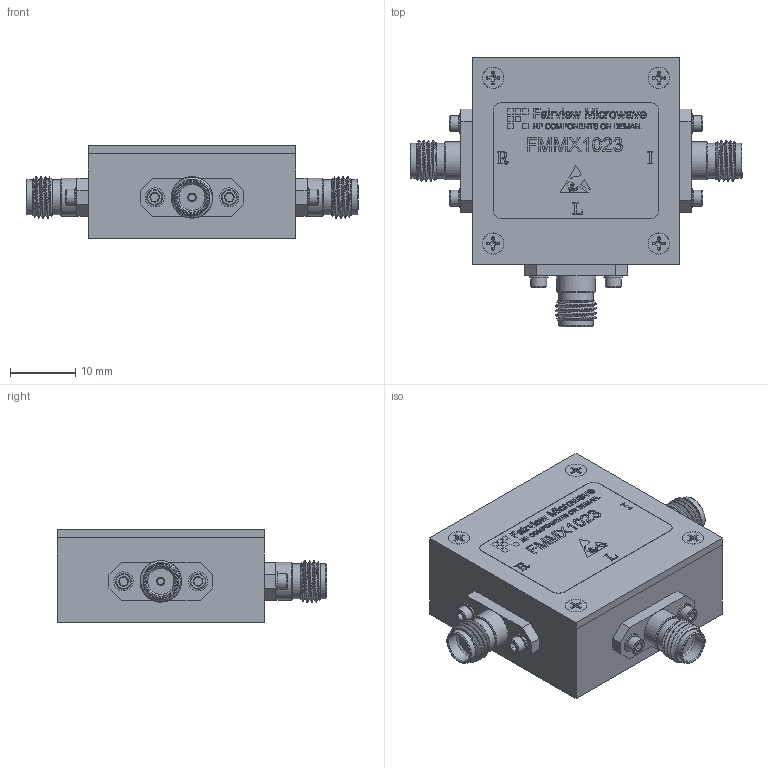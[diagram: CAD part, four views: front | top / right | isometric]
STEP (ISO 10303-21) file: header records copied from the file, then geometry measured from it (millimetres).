
FILE_DESCRIPTION (( 'STEP AP203' ), '1' );
FILE_NAME ('PE86X1023_3D.step', '2022-01-27T19:54:32', ( '' ), ( '' ), 'SwSTEP 2.0', 'SolidWorks 2021', '' );
FILE_SCHEMA (( 'CONFIG_CONTROL_DESIGN' ));
Products named in the file (1): PE86X1023_3D
Bounding box: 50.9 x 41.33 x 14.35 mm (x, y, z)
Volume: 15635.5 mm3; surface area: 7801.9 mm2
Topology: 24 solids, 24 shells, 1450 faces, 3647 edges, 2382 vertices
Faces by surface type: plane 794, bspline 293, cylinder 223, cone 140
Full cylindrical faces by diameter (mm): 1.016 x6, 1.27 x14, 1.524 x72, 1.854 x8, 2.057 x4, 2.261 x4, 2.438 x8, 2.845 x4, 2.946 x8, 4.521 x4, 5.08 x4, 5.334 x8, 5.842 x4
Entity records: 67084 total; most frequent: CARTESIAN_POINT 37681, ORIENTED_EDGE 6446, DIRECTION 4859, EDGE_CURVE 3223, VERTEX_POINT 2182, LINE 1955, VECTOR 1955, EDGE_LOOP 1687
